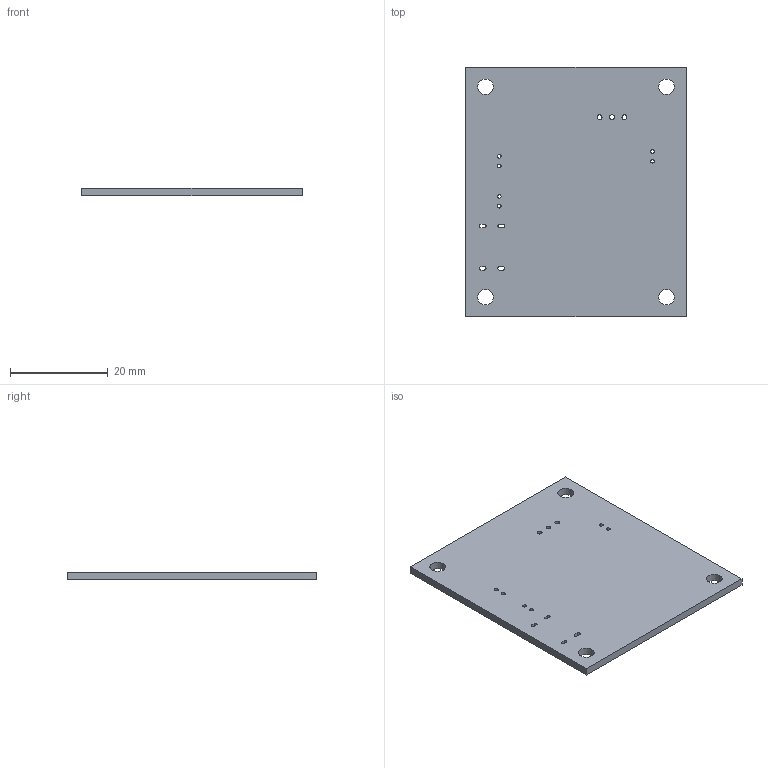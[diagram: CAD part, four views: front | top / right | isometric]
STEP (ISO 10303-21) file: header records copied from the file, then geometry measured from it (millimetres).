
FILE_DESCRIPTION(('KiCad electronic assembly'),'2;1');
FILE_NAME('TPS61165-heater-v8.step','2023-11-16T13:04:11',('Pcbnew'),( 'Kicad'),'Open CASCADE STEP processor 7.6','KiCad to STEP converter' ,'Unknown');
FILE_SCHEMA(('AUTOMOTIVE_DESIGN { 1 0 10303 214 1 1 1 1 }'));
Length unit declared in the file: millimetre
Products named in the file (2): TPS61165-heater-v8 1; TPS61165-heater-v8 PCB
Assembly tree (1 placements, depth 2):
  TPS61165-heater-v8 1
    TPS61165-heater-v8 PCB
Bounding box: 45 x 51 x 1.6 mm (x, y, z)
Volume: 3606.9 mm3; surface area: 4940.9 mm2
Topology: 1 solids, 1 shells, 35 faces, 99 edges, 66 vertices
Faces by surface type: cylinder 21, plane 14
Full cylindrical faces by diameter (mm): 0.75 x6, 1 x3, 3.2 x4
Entity records: 2557 total; most frequent: DIRECTION 413, CARTESIAN_POINT 400, LINE 213, VECTOR 213, ORIENTED_EDGE 198, PCURVE 198, DEFINITIONAL_REPRESENTATION 198, EDGE_CURVE 99
